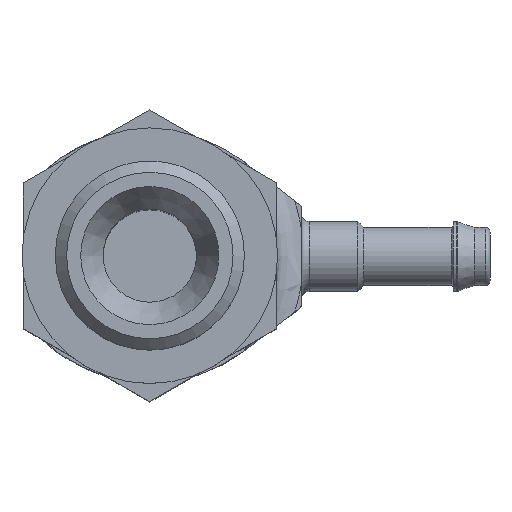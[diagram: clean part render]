
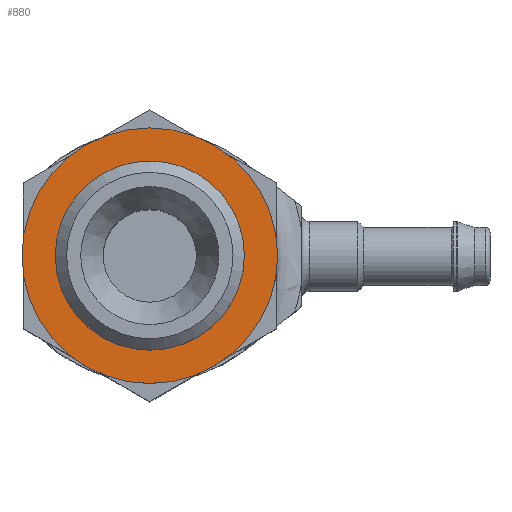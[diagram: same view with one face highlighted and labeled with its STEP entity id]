
A CAD part, top view. The second image highlights one B-rep face of the part: STEP entity #880.
In plain terms, the highlighted planar face has unit normal (0, 0, 1).
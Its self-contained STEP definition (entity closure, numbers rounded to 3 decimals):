
#53=PLANE('',#1008);
#368=ORIENTED_EDGE('',*,*,#483,.F.);
#369=ORIENTED_EDGE('',*,*,#475,.T.);
#475=EDGE_CURVE('',#554,#554,#609,.T.);
#483=EDGE_CURVE('',#562,#562,#617,.T.);
#554=VERTEX_POINT('',#1589);
#562=VERTEX_POINT('',#1613);
#609=CIRCLE('',#991,6.575);
#617=CIRCLE('',#1007,4.783);
#705=EDGE_LOOP('',(#368));
#706=EDGE_LOOP('',(#369));
#798=FACE_BOUND('',#705,.T.);
#799=FACE_BOUND('',#706,.T.);
#880=ADVANCED_FACE('',(#798,#799),#53,.F.);
#991=AXIS2_PLACEMENT_3D('',#1588,#1239,#1240);
#1007=AXIS2_PLACEMENT_3D('',#1612,#1271,#1272);
#1008=AXIS2_PLACEMENT_3D('',#1614,#1273,#1274);
#1239=DIRECTION('',(0.,0.,1.));
#1240=DIRECTION('',(1.,0.,0.));
#1271=DIRECTION('',(0.,0.,1.));
#1272=DIRECTION('',(1.,0.,0.));
#1273=DIRECTION('',(0.,0.,-1.));
#1274=DIRECTION('',(-1.,0.,0.));
#1588=CARTESIAN_POINT('',(0.,0.,24.3));
#1589=CARTESIAN_POINT('',(6.575,0.,24.3));
#1612=CARTESIAN_POINT('',(0.,0.,24.3));
#1613=CARTESIAN_POINT('',(4.783,0.,24.3));
#1614=CARTESIAN_POINT('',(6.5,0.,24.3));
